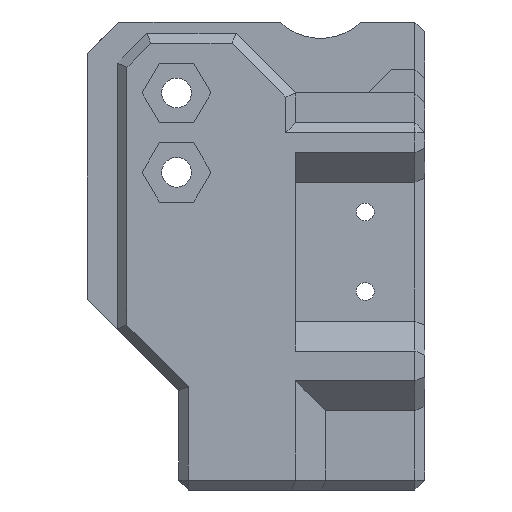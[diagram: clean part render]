
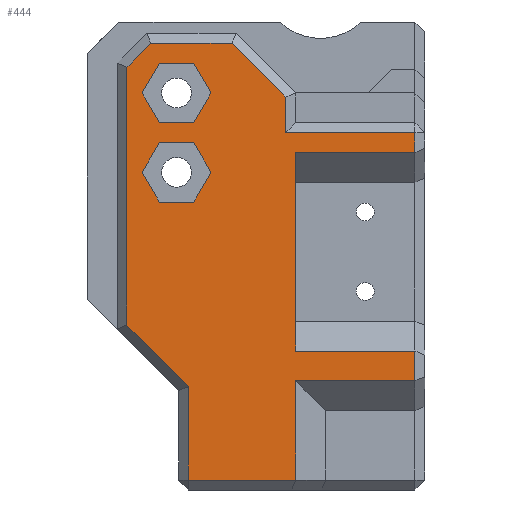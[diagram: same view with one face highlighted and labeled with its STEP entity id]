
A CAD part, front view. The second image highlights one B-rep face of the part: STEP entity #444.
In plain terms, the highlighted planar face has unit normal (0, -1, 0).
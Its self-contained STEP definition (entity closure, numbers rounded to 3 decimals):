
#444=ADVANCED_FACE('',(#1348,#1350,#1352),#1354,.T.);
#1348=FACE_BOUND('',#1349,.T.);
#1349=EDGE_LOOP('',(#2037,#2038,#2039,#2040,#2041,#2042,#2043,#2044,#2045,#2046,
#2047,#2048,#2049,#2050,#2051,#2052));
#1350=FACE_BOUND('',#1351,.T.);
#1351=EDGE_LOOP('',(#2053,#2054,#2055,#2056,#2057,#2058));
#1352=FACE_BOUND('',#1353,.T.);
#1353=EDGE_LOOP('',(#2059,#2060,#2061,#2062,#2063,#2064));
#1354=PLANE('',#1355);
#1355=AXIS2_PLACEMENT_3D('',#1356,#1357,#1358);
#1356=CARTESIAN_POINT('',(0.,-5.,0.));
#1357=DIRECTION('',(0.,-1.,0.));
#1358=DIRECTION('',(1.,0.,0.));
#2037=ORIENTED_EDGE('',*,*,#2460,.T.);
#2038=ORIENTED_EDGE('',*,*,#2461,.T.);
#2039=ORIENTED_EDGE('',*,*,#2462,.T.);
#2040=ORIENTED_EDGE('',*,*,#2463,.T.);
#2041=ORIENTED_EDGE('',*,*,#2464,.T.);
#2042=ORIENTED_EDGE('',*,*,#2465,.T.);
#2043=ORIENTED_EDGE('',*,*,#2466,.T.);
#2044=ORIENTED_EDGE('',*,*,#2467,.T.);
#2045=ORIENTED_EDGE('',*,*,#2468,.T.);
#2046=ORIENTED_EDGE('',*,*,#2469,.T.);
#2047=ORIENTED_EDGE('',*,*,#2470,.T.);
#2048=ORIENTED_EDGE('',*,*,#2399,.T.);
#2049=ORIENTED_EDGE('',*,*,#2471,.T.);
#2050=ORIENTED_EDGE('',*,*,#2472,.T.);
#2051=ORIENTED_EDGE('',*,*,#2473,.T.);
#2052=ORIENTED_EDGE('',*,*,#2391,.T.);
#2053=ORIENTED_EDGE('',*,*,#2474,.T.);
#2054=ORIENTED_EDGE('',*,*,#2475,.T.);
#2055=ORIENTED_EDGE('',*,*,#2476,.T.);
#2056=ORIENTED_EDGE('',*,*,#2477,.T.);
#2057=ORIENTED_EDGE('',*,*,#2478,.T.);
#2058=ORIENTED_EDGE('',*,*,#2479,.T.);
#2059=ORIENTED_EDGE('',*,*,#2480,.T.);
#2060=ORIENTED_EDGE('',*,*,#2481,.T.);
#2061=ORIENTED_EDGE('',*,*,#2482,.T.);
#2062=ORIENTED_EDGE('',*,*,#2483,.T.);
#2063=ORIENTED_EDGE('',*,*,#2484,.T.);
#2064=ORIENTED_EDGE('',*,*,#2485,.T.);
#2391=EDGE_CURVE('',#2693,#2691,#2694,.T.);
#2399=EDGE_CURVE('',#2705,#2702,#2706,.T.);
#2460=EDGE_CURVE('',#2691,#2804,#2805,.T.);
#2461=EDGE_CURVE('',#2804,#2806,#2807,.T.);
#2462=EDGE_CURVE('',#2806,#2808,#2809,.T.);
#2463=EDGE_CURVE('',#2808,#2810,#2811,.T.);
#2464=EDGE_CURVE('',#2810,#2812,#2813,.T.);
#2465=EDGE_CURVE('',#2812,#2814,#2815,.T.);
#2466=EDGE_CURVE('',#2814,#2816,#2817,.T.);
#2467=EDGE_CURVE('',#2816,#2818,#2819,.T.);
#2468=EDGE_CURVE('',#2818,#2820,#2821,.T.);
#2469=EDGE_CURVE('',#2820,#2822,#2823,.T.);
#2470=EDGE_CURVE('',#2822,#2705,#2824,.T.);
#2471=EDGE_CURVE('',#2702,#2825,#2826,.T.);
#2472=EDGE_CURVE('',#2825,#2827,#2828,.T.);
#2473=EDGE_CURVE('',#2827,#2693,#2829,.T.);
#2474=EDGE_CURVE('',#2830,#2831,#2832,.F.);
#2475=EDGE_CURVE('',#2831,#2833,#2834,.F.);
#2476=EDGE_CURVE('',#2833,#2835,#2836,.F.);
#2477=EDGE_CURVE('',#2835,#2837,#2838,.F.);
#2478=EDGE_CURVE('',#2837,#2839,#2840,.F.);
#2479=EDGE_CURVE('',#2839,#2830,#2841,.F.);
#2480=EDGE_CURVE('',#2842,#2843,#2844,.F.);
#2481=EDGE_CURVE('',#2843,#2845,#2846,.F.);
#2482=EDGE_CURVE('',#2845,#2847,#2848,.F.);
#2483=EDGE_CURVE('',#2847,#2849,#2850,.F.);
#2484=EDGE_CURVE('',#2849,#2851,#2852,.F.);
#2485=EDGE_CURVE('',#2851,#2842,#2853,.F.);
#2691=VERTEX_POINT('',#3232);
#2693=VERTEX_POINT('',#3236);
#2694=LINE('',#3237,#3238);
#2702=VERTEX_POINT('',#3257);
#2705=VERTEX_POINT('',#3264);
#2706=LINE('',#3265,#3266);
#2804=VERTEX_POINT('',#3492);
#2805=LINE('',#3493,#3494);
#2806=VERTEX_POINT('',#3496);
#2807=LINE('',#3497,#3498);
#2808=VERTEX_POINT('',#3500);
#2809=LINE('',#3501,#3502);
#2810=VERTEX_POINT('',#3504);
#2811=LINE('',#3505,#3506);
#2812=VERTEX_POINT('',#3508);
#2813=LINE('',#3509,#3510);
#2814=VERTEX_POINT('',#3512);
#2815=LINE('',#3513,#3514);
#2816=VERTEX_POINT('',#3516);
#2817=LINE('',#3517,#3518);
#2818=VERTEX_POINT('',#3520);
#2819=LINE('',#3521,#3522);
#2820=VERTEX_POINT('',#3524);
#2821=LINE('',#3525,#3526);
#2822=VERTEX_POINT('',#3528);
#2823=LINE('',#3529,#3530);
#2824=LINE('',#3532,#3533);
#2825=VERTEX_POINT('',#3535);
#2826=LINE('',#3536,#3537);
#2827=VERTEX_POINT('',#3539);
#2828=LINE('',#3540,#3541);
#2829=LINE('',#3543,#3544);
#2830=VERTEX_POINT('',#3546);
#2831=VERTEX_POINT('',#3547);
#2832=LINE('',#3548,#3549);
#2833=VERTEX_POINT('',#3551);
#2834=LINE('',#3552,#3553);
#2835=VERTEX_POINT('',#3555);
#2836=LINE('',#3556,#3557);
#2837=VERTEX_POINT('',#3559);
#2838=LINE('',#3560,#3561);
#2839=VERTEX_POINT('',#3563);
#2840=LINE('',#3564,#3565);
#2841=LINE('',#3567,#3568);
#2842=VERTEX_POINT('',#3570);
#2843=VERTEX_POINT('',#3571);
#2844=LINE('',#3572,#3573);
#2845=VERTEX_POINT('',#3575);
#2846=LINE('',#3576,#3577);
#2847=VERTEX_POINT('',#3579);
#2848=LINE('',#3580,#3581);
#2849=VERTEX_POINT('',#3583);
#2850=LINE('',#3584,#3585);
#2851=VERTEX_POINT('',#3587);
#2852=LINE('',#3588,#3589);
#2853=LINE('',#3591,#3592);
#3232=CARTESIAN_POINT('',(114.,-5.,50.));
#3236=CARTESIAN_POINT('',(114.,-5.,48.));
#3237=CARTESIAN_POINT('',(114.,-5.,48.));
#3238=VECTOR('',#3239,1.);
#3239=DIRECTION('',(0.,0.,1.));
#3257=CARTESIAN_POINT('',(114.,-5.,28.));
#3264=CARTESIAN_POINT('',(114.,-5.,25.));
#3265=CARTESIAN_POINT('',(114.,-5.,25.));
#3266=VECTOR('',#3267,1.);
#3267=DIRECTION('',(0.,0.,1.));
#3492=CARTESIAN_POINT('',(101.,-5.,50.));
#3493=CARTESIAN_POINT('',(114.,-5.,50.));
#3494=VECTOR('',#3495,1.);
#3495=DIRECTION('',(-1.,0.,0.));
#3496=CARTESIAN_POINT('',(101.,-5.,53.586));
#3497=CARTESIAN_POINT('',(101.,-5.,50.));
#3498=VECTOR('',#3499,1.);
#3499=DIRECTION('',(0.,0.,1.));
#3500=CARTESIAN_POINT('',(95.586,-5.,59.));
#3501=CARTESIAN_POINT('',(101.,-5.,53.586));
#3502=VECTOR('',#3503,1.);
#3503=DIRECTION('',(-0.707,0.,0.707));
#3504=CARTESIAN_POINT('',(87.414,-5.,59.));
#3505=CARTESIAN_POINT('',(95.586,-5.,59.));
#3506=VECTOR('',#3507,1.);
#3507=DIRECTION('',(-1.,0.,0.));
#3508=CARTESIAN_POINT('',(85.,-5.,56.586));
#3509=CARTESIAN_POINT('',(87.414,-5.,59.));
#3510=VECTOR('',#3511,1.);
#3511=DIRECTION('',(-0.707,0.,-0.707));
#3512=CARTESIAN_POINT('',(85.,-5.,30.614));
#3513=CARTESIAN_POINT('',(85.,-5.,56.586));
#3514=VECTOR('',#3515,1.);
#3515=DIRECTION('',(0.,0.,-1.));
#3516=CARTESIAN_POINT('',(91.2,-5.,24.414));
#3517=CARTESIAN_POINT('',(85.,-5.,30.614));
#3518=VECTOR('',#3519,1.);
#3519=DIRECTION('',(0.707,0.,-0.707));
#3520=CARTESIAN_POINT('',(91.2,-5.,15.));
#3521=CARTESIAN_POINT('',(91.2,-5.,24.414));
#3522=VECTOR('',#3523,1.);
#3523=DIRECTION('',(0.,0.,-1.));
#3524=CARTESIAN_POINT('',(102.,-5.,15.));
#3525=CARTESIAN_POINT('',(91.2,-5.,15.));
#3526=VECTOR('',#3527,1.);
#3527=DIRECTION('',(1.,0.,0.));
#3528=CARTESIAN_POINT('',(102.,-5.,25.));
#3529=CARTESIAN_POINT('',(102.,-5.,15.));
#3530=VECTOR('',#3531,1.);
#3531=DIRECTION('',(0.,0.,1.));
#3532=CARTESIAN_POINT('',(102.,-5.,25.));
#3533=VECTOR('',#3534,1.);
#3534=DIRECTION('',(1.,0.,0.));
#3535=CARTESIAN_POINT('',(102.,-5.,28.));
#3536=CARTESIAN_POINT('',(114.,-5.,28.));
#3537=VECTOR('',#3538,1.);
#3538=DIRECTION('',(-1.,0.,0.));
#3539=CARTESIAN_POINT('',(102.,-5.,48.));
#3540=CARTESIAN_POINT('',(102.,-5.,28.));
#3541=VECTOR('',#3542,1.);
#3542=DIRECTION('',(0.,0.,1.));
#3543=CARTESIAN_POINT('',(102.,-5.,48.));
#3544=VECTOR('',#3545,1.);
#3545=DIRECTION('',(1.,0.,0.));
#3546=CARTESIAN_POINT('',(88.268,-5.,43.));
#3547=CARTESIAN_POINT('',(86.536,-5.,46.));
#3548=CARTESIAN_POINT('',(86.536,-5.,46.));
#3549=VECTOR('',#3550,1.);
#3550=DIRECTION('',(0.5,0.,-0.866));
#3551=CARTESIAN_POINT('',(88.268,-5.,49.));
#3552=CARTESIAN_POINT('',(88.268,-5.,49.));
#3553=VECTOR('',#3554,1.);
#3554=DIRECTION('',(-0.5,0.,-0.866));
#3555=CARTESIAN_POINT('',(91.732,-5.,49.));
#3556=CARTESIAN_POINT('',(91.732,-5.,49.));
#3557=VECTOR('',#3558,1.);
#3558=DIRECTION('',(-1.,0.,0.));
#3559=CARTESIAN_POINT('',(93.464,-5.,46.));
#3560=CARTESIAN_POINT('',(93.464,-5.,46.));
#3561=VECTOR('',#3562,1.);
#3562=DIRECTION('',(-0.5,0.,0.866));
#3563=CARTESIAN_POINT('',(91.732,-5.,43.));
#3564=CARTESIAN_POINT('',(91.732,-5.,43.));
#3565=VECTOR('',#3566,1.);
#3566=DIRECTION('',(0.5,0.,0.866));
#3567=CARTESIAN_POINT('',(88.268,-5.,43.));
#3568=VECTOR('',#3569,1.);
#3569=DIRECTION('',(1.,0.,0.));
#3570=CARTESIAN_POINT('',(88.268,-5.,51.));
#3571=CARTESIAN_POINT('',(86.536,-5.,54.));
#3572=CARTESIAN_POINT('',(86.536,-5.,54.));
#3573=VECTOR('',#3574,1.);
#3574=DIRECTION('',(0.5,0.,-0.866));
#3575=CARTESIAN_POINT('',(88.268,-5.,57.));
#3576=CARTESIAN_POINT('',(88.268,-5.,57.));
#3577=VECTOR('',#3578,1.);
#3578=DIRECTION('',(-0.5,0.,-0.866));
#3579=CARTESIAN_POINT('',(91.732,-5.,57.));
#3580=CARTESIAN_POINT('',(91.732,-5.,57.));
#3581=VECTOR('',#3582,1.);
#3582=DIRECTION('',(-1.,0.,0.));
#3583=CARTESIAN_POINT('',(93.464,-5.,54.));
#3584=CARTESIAN_POINT('',(93.464,-5.,54.));
#3585=VECTOR('',#3586,1.);
#3586=DIRECTION('',(-0.5,0.,0.866));
#3587=CARTESIAN_POINT('',(91.732,-5.,51.));
#3588=CARTESIAN_POINT('',(91.732,-5.,51.));
#3589=VECTOR('',#3590,1.);
#3590=DIRECTION('',(0.5,0.,0.866));
#3591=CARTESIAN_POINT('',(88.268,-5.,51.));
#3592=VECTOR('',#3593,1.);
#3593=DIRECTION('',(1.,0.,0.));
